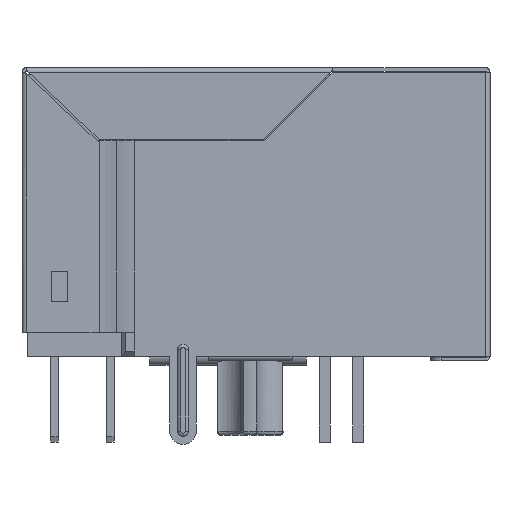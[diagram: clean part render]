
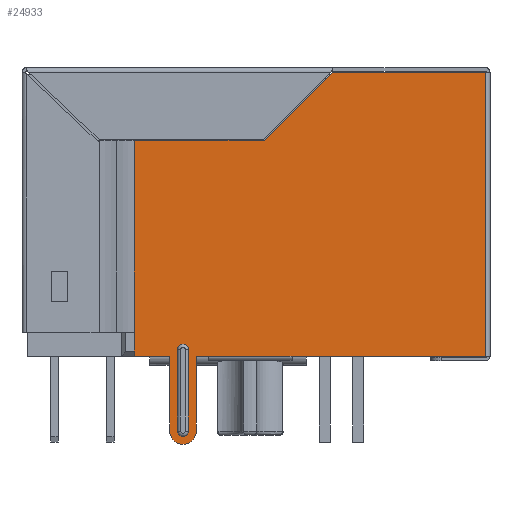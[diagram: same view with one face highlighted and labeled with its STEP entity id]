
A CAD part, left-side view. The second image highlights one B-rep face of the part: STEP entity #24933.
In plain terms, the highlighted face is planar.
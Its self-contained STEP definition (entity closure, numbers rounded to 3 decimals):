
#881=CIRCLE('',#30036,0.25);
#882=CIRCLE('',#30038,0.6);
#886=CIRCLE('',#30045,0.25);
#2918=ORIENTED_EDGE('',*,*,#9593,.F.);
#2919=ORIENTED_EDGE('',*,*,#9594,.T.);
#2920=ORIENTED_EDGE('',*,*,#9595,.T.);
#2921=ORIENTED_EDGE('',*,*,#9596,.T.);
#2922=ORIENTED_EDGE('',*,*,#9597,.T.);
#2923=ORIENTED_EDGE('',*,*,#9598,.T.);
#2924=ORIENTED_EDGE('',*,*,#9599,.T.);
#2925=ORIENTED_EDGE('',*,*,#9600,.T.);
#2926=ORIENTED_EDGE('',*,*,#9601,.T.);
#2927=ORIENTED_EDGE('',*,*,#9602,.T.);
#2928=ORIENTED_EDGE('',*,*,#9603,.T.);
#2929=ORIENTED_EDGE('',*,*,#9604,.F.);
#2930=ORIENTED_EDGE('',*,*,#9587,.F.);
#2931=ORIENTED_EDGE('',*,*,#9586,.F.);
#2932=ORIENTED_EDGE('',*,*,#9605,.F.);
#2933=ORIENTED_EDGE('',*,*,#9606,.F.);
#2934=ORIENTED_EDGE('',*,*,#9607,.F.);
#9586=EDGE_CURVE('',#13036,#13034,#881,.F.);
#9587=EDGE_CURVE('',#13037,#13038,#882,.T.);
#9593=EDGE_CURVE('',#13041,#13037,#15489,.T.);
#9594=EDGE_CURVE('',#13041,#13042,#15490,.T.);
#9595=EDGE_CURVE('',#13042,#13043,#15491,.T.);
#9596=EDGE_CURVE('',#13043,#13044,#15492,.T.);
#9597=EDGE_CURVE('',#13044,#13045,#15493,.T.);
#9598=EDGE_CURVE('',#13045,#13046,#15494,.T.);
#9599=EDGE_CURVE('',#13046,#13047,#15495,.T.);
#9600=EDGE_CURVE('',#13047,#13048,#15496,.T.);
#9601=EDGE_CURVE('',#13048,#13049,#15497,.T.);
#9602=EDGE_CURVE('',#13049,#13050,#15498,.T.);
#9603=EDGE_CURVE('',#13050,#13051,#15499,.T.);
#9604=EDGE_CURVE('',#13038,#13051,#15500,.T.);
#9605=EDGE_CURVE('',#13052,#13036,#15501,.T.);
#9606=EDGE_CURVE('',#13053,#13052,#886,.T.);
#9607=EDGE_CURVE('',#13034,#13053,#15502,.T.);
#13034=VERTEX_POINT('',#40544);
#13036=VERTEX_POINT('',#40548);
#13037=VERTEX_POINT('',#40552);
#13038=VERTEX_POINT('',#40553);
#13041=VERTEX_POINT('',#40565);
#13042=VERTEX_POINT('',#40567);
#13043=VERTEX_POINT('',#40569);
#13044=VERTEX_POINT('',#40571);
#13045=VERTEX_POINT('',#40573);
#13046=VERTEX_POINT('',#40575);
#13047=VERTEX_POINT('',#40577);
#13048=VERTEX_POINT('',#40579);
#13049=VERTEX_POINT('',#40581);
#13050=VERTEX_POINT('',#40583);
#13051=VERTEX_POINT('',#40585);
#13052=VERTEX_POINT('',#40588);
#13053=VERTEX_POINT('',#40590);
#15489=LINE('',#40564,#18473);
#15490=LINE('',#40566,#18474);
#15491=LINE('',#40568,#18475);
#15492=LINE('',#40570,#18476);
#15493=LINE('',#40572,#18477);
#15494=LINE('',#40574,#18478);
#15495=LINE('',#40576,#18479);
#15496=LINE('',#40578,#18480);
#15497=LINE('',#40580,#18481);
#15498=LINE('',#40582,#18482);
#15499=LINE('',#40584,#18483);
#15500=LINE('',#40586,#18484);
#15501=LINE('',#40587,#18485);
#15502=LINE('',#40591,#18486);
#18473=VECTOR('',#32768,1000.);
#18474=VECTOR('',#32769,1000.);
#18475=VECTOR('',#32770,1000.);
#18476=VECTOR('',#32771,1000.);
#18477=VECTOR('',#32772,1000.);
#18478=VECTOR('',#32773,1000.);
#18479=VECTOR('',#32774,1000.);
#18480=VECTOR('',#32775,1000.);
#18481=VECTOR('',#32776,1000.);
#18482=VECTOR('',#32777,1000.);
#18483=VECTOR('',#32778,1000.);
#18484=VECTOR('',#32779,1000.);
#18485=VECTOR('',#32780,1000.);
#18486=VECTOR('',#32783,1000.);
#21034=EDGE_LOOP('',(#2918,#2919,#2920,#2921,#2922,#2923,#2924,#2925,#2926,
#2927,#2928,#2929,#2930));
#21035=EDGE_LOOP('',(#2931,#2932,#2933,#2934));
#22445=FACE_BOUND('',#21034,.T.);
#22446=FACE_BOUND('',#21035,.T.);
#23787=PLANE('',#30044);
#24933=ADVANCED_FACE('',(#22445,#22446),#23787,.T.);
#30036=AXIS2_PLACEMENT_3D('',#40549,#32748,#32749);
#30038=AXIS2_PLACEMENT_3D('',#40551,#32752,#32753);
#30044=AXIS2_PLACEMENT_3D('',#40563,#32766,#32767);
#30045=AXIS2_PLACEMENT_3D('',#40589,#32781,#32782);
#32748=DIRECTION('',(0.,1.,0.));
#32749=DIRECTION('',(0.,0.,1.));
#32752=DIRECTION('',(0.,1.,0.));
#32753=DIRECTION('',(0.,0.,-1.));
#32766=DIRECTION('',(0.,-1.,0.));
#32767=DIRECTION('',(0.,0.,1.));
#32768=DIRECTION('',(-1.,0.,0.));
#32769=DIRECTION('',(0.,0.,-1.));
#32770=DIRECTION('',(0.,0.,-1.));
#32771=DIRECTION('',(0.,0.,-1.));
#32772=DIRECTION('',(1.,0.,0.));
#32773=DIRECTION('',(0.,0.,1.));
#32774=DIRECTION('',(-0.707,0.,0.707));
#32775=DIRECTION('',(0.,0.,1.));
#32776=DIRECTION('',(-1.,0.,0.));
#32777=DIRECTION('',(-1.,0.,0.));
#32778=DIRECTION('',(0.,0.,-1.));
#32779=DIRECTION('',(1.,0.,0.));
#32780=DIRECTION('',(-1.,0.,0.));
#32781=DIRECTION('',(0.,-1.,0.));
#32782=DIRECTION('',(1.,0.,0.));
#32783=DIRECTION('',(1.,0.,0.));
#40544=CARTESIAN_POINT('',(-9.85,-8.,3.065));
#40548=CARTESIAN_POINT('',(-9.85,-8.,3.565));
#40549=CARTESIAN_POINT('',(-9.85,-8.,3.315));
#40551=CARTESIAN_POINT('',(-9.85,-8.,3.315));
#40552=CARTESIAN_POINT('',(-9.85,-8.,2.715));
#40553=CARTESIAN_POINT('',(-9.85,-8.,3.915));
#40563=CARTESIAN_POINT('',(0.,-8.,0.));
#40564=CARTESIAN_POINT('',(-6.45,-8.,2.715));
#40565=CARTESIAN_POINT('',(-6.45,-8.,2.715));
#40566=CARTESIAN_POINT('',(-6.45,-8.,5.525));
#40567=CARTESIAN_POINT('',(-6.45,-8.,2.165));
#40568=CARTESIAN_POINT('',(-6.45,-8.,2.165));
#40569=CARTESIAN_POINT('',(-6.45,-8.,-1.635));
#40570=CARTESIAN_POINT('',(-6.45,-8.,5.525));
#40571=CARTESIAN_POINT('',(-6.45,-8.,-10.425));
#40572=CARTESIAN_POINT('',(-6.45,-8.,-10.425));
#40573=CARTESIAN_POINT('',(6.45,-8.,-10.425));
#40574=CARTESIAN_POINT('',(6.45,-8.,-10.503));
#40575=CARTESIAN_POINT('',(6.45,-8.,-3.475));
#40576=CARTESIAN_POINT('',(1.488,-8.,1.488));
#40577=CARTESIAN_POINT('',(3.35,-8.,-0.375));
#40578=CARTESIAN_POINT('',(3.35,-8.,0.));
#40579=CARTESIAN_POINT('',(3.35,-8.,5.525));
#40580=CARTESIAN_POINT('',(6.45,-8.,5.525));
#40581=CARTESIAN_POINT('',(-5.364,-8.,5.525));
#40582=CARTESIAN_POINT('',(6.45,-8.,5.525));
#40583=CARTESIAN_POINT('',(-6.45,-8.,5.525));
#40584=CARTESIAN_POINT('',(-6.45,-8.,5.525));
#40585=CARTESIAN_POINT('',(-6.45,-8.,3.915));
#40586=CARTESIAN_POINT('',(-9.85,-8.,3.915));
#40587=CARTESIAN_POINT('',(0.,-8.,3.565));
#40588=CARTESIAN_POINT('',(-6.15,-8.,3.565));
#40589=CARTESIAN_POINT('',(-6.15,-8.,3.315));
#40590=CARTESIAN_POINT('',(-6.15,-8.,3.065));
#40591=CARTESIAN_POINT('',(0.,-8.,3.065));
